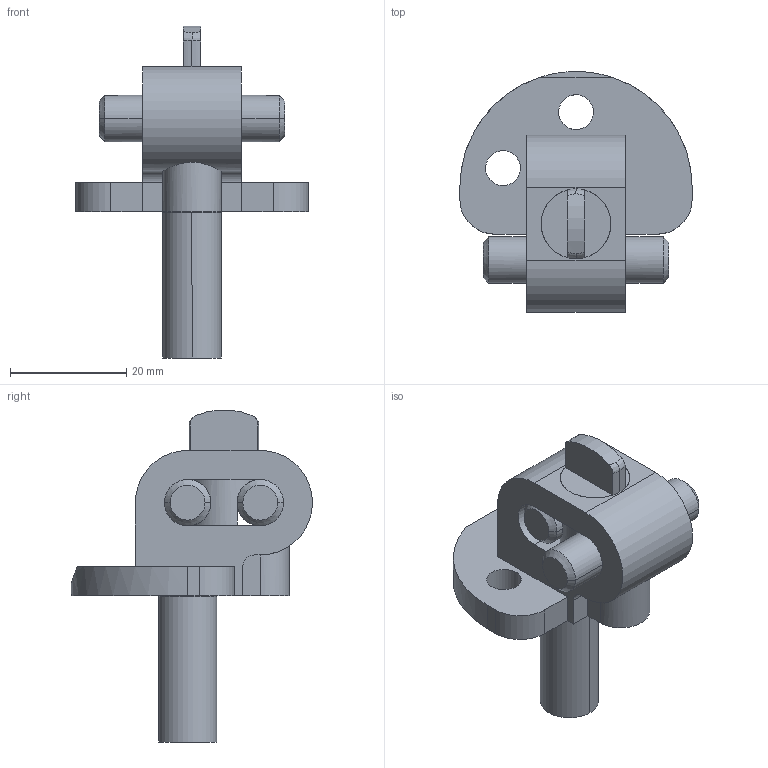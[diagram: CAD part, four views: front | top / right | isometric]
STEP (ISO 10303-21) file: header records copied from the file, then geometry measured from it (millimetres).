
FILE_DESCRIPTION(('CATIA V5 STEP Exchange'),'2;1');
FILE_NAME('Charniere male 3 - Trou 15 degres - 2 positions Ass - 00.stp','2019-07-25T18:00:03+00:00',('none'),('none'),'CATIA Version 5 Release 21 GA (IN-10)','CATIA V5 STEP AP203','none');
FILE_SCHEMA(('CONFIG_CONTROL_DESIGN'));
Length unit declared in the file: millimetre
Products named in the file (1): Charniere male 3 - trou 15 degres - 2 positions - Ass - 00
Assembly tree (6 placements, depth 2):
  Charniere male 3 - trou 15 degres - 2 positions - Ass - 00
    #58
    #1824
    #2227
    #2630  x2
    #3799
Bounding box: 40 x 41.5 x 57.16 mm (x, y, z)
Volume: 16050.5 mm3; surface area: 9556.9 mm2
Topology: 6 solids, 8 shells, 181 faces, 429 edges, 264 vertices
Faces by surface type: bspline 68, plane 46, cylinder 42, cone 19, torus 6
Entity records: 4448 total; most frequent: CARTESIAN_POINT 1505, ORIENTED_EDGE 690, DIRECTION 412, EDGE_CURVE 345, VERTEX_POINT 216, AXIS2_PLACEMENT_3D 201, EDGE_LOOP 155, ADVANCED_FACE 142
